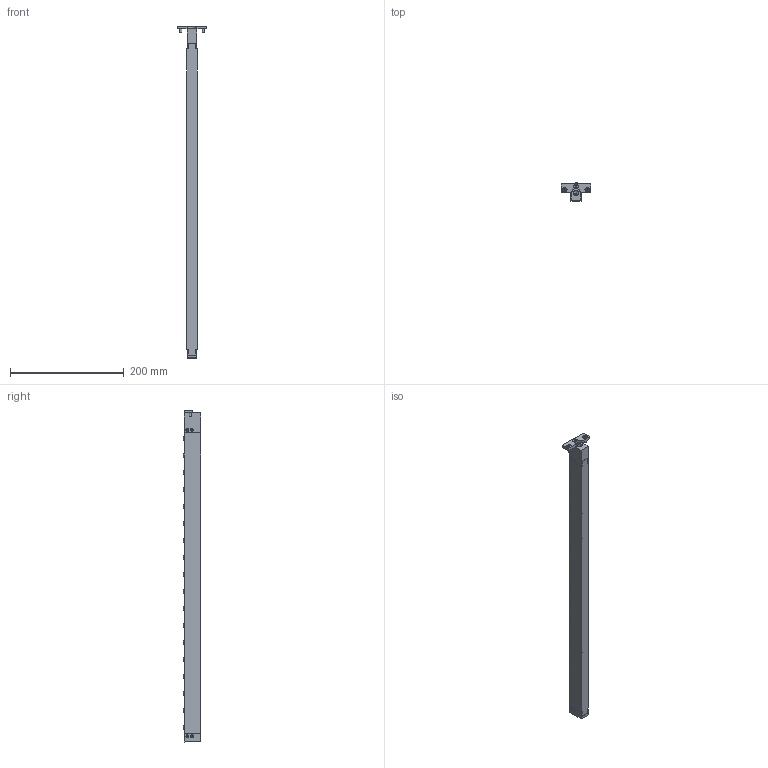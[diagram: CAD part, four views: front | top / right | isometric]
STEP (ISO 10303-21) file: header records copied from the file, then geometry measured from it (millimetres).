
FILE_DESCRIPTION(/* description */ ('DIE LIFTER'),/* implementation_level */ '2;1');
FILE_NAME(/* name */ 'EHB18-18.stp',/* time_stamp */ '2019-11-20T13:43:47+08:00',/* author */ ('yue.yang'),/* organization */ (''),/* preprocessor_version */ 'ST-DEVELOPER v17',/* originating_system */ 'Autodesk Inventor 2019',/* authorisation */ '');
FILE_SCHEMA (('AUTOMOTIVE_DESIGN { 1 0 10303 214 3 1 1 }'));
Length unit declared in the file: millimetre
Products named in the file (2): EHB18-18; EHB18-18_Substitute_1
Assembly tree (1 placements, depth 2):
  EHB18-18
    EHB18-18_Substitute_1
Bounding box: 52 x 31.56 x 585 mm (x, y, z)
Volume: 244165.9 mm3; surface area: 119253.1 mm2
Topology: 37 solids, 37 shells, 630 faces, 1872 edges, 1330 vertices
Faces by surface type: plane 243, cylinder 187, torus 94, cone 88, sphere 18
Full cylindrical faces by diameter (mm): 3 x1, 4 x2, 4.3 x2, 5 x27, 6.647 x1, 7.5 x1, 8 x3, 8.566 x1, 10 x3, 10.2 x18, 12.05 x18, 13.5 x18, 13.55 x18, 15.55 x18, 15.7 x32
Entity records: 24386 total; most frequent: CARTESIAN_POINT 5545, DIRECTION 4163, ORIENTED_EDGE 3654, EDGE_CURVE 1827, AXIS2_PLACEMENT_3D 1820, VERTEX_POINT 1330, CIRCLE 1187, EDGE_LOOP 805
